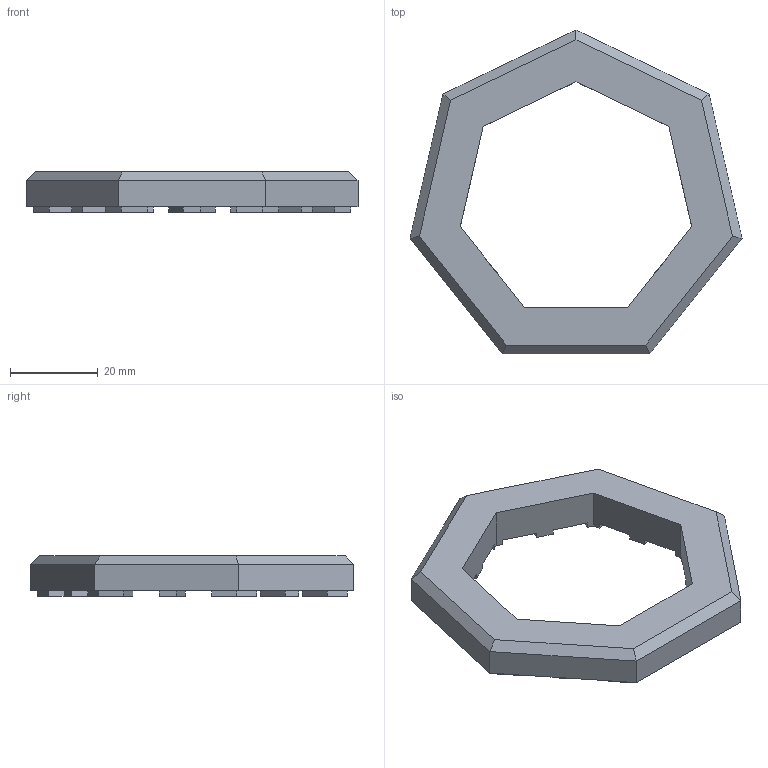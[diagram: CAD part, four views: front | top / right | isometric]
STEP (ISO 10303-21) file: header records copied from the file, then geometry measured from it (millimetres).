
FILE_DESCRIPTION (( 'STEP AP214' ), '1' );
FILE_NAME ('Case Top LED-Ring.STEP', '2022-09-24T15:21:37', ( '' ), ( '' ), 'SwSTEP 2.0', 'SolidWorks 2019', '' );
FILE_SCHEMA (( 'AUTOMOTIVE_DESIGN' ));
Length unit declared in the file: millimetre
Products named in the file (1): Case Top LED-Ring
Bounding box: 75.75 x 73.85 x 9.2 mm (x, y, z)
Volume: 4869.4 mm3; surface area: 12055.5 mm2
Topology: 1 solids, 1 shells, 136 faces, 469 edges, 308 vertices
Faces by surface type: plane 136
Entity records: 5035 total; most frequent: ORIENTED_EDGE 938, CARTESIAN_POINT 914, DIRECTION 743, EDGE_CURVE 469, VECTOR 469, LINE 469, VERTEX_POINT 308, EDGE_LOOP 139
